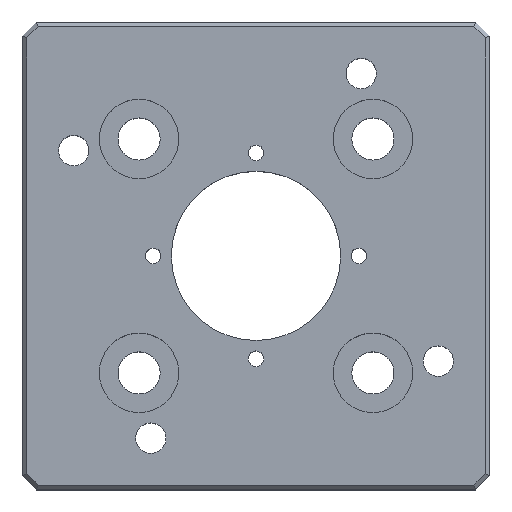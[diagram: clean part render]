
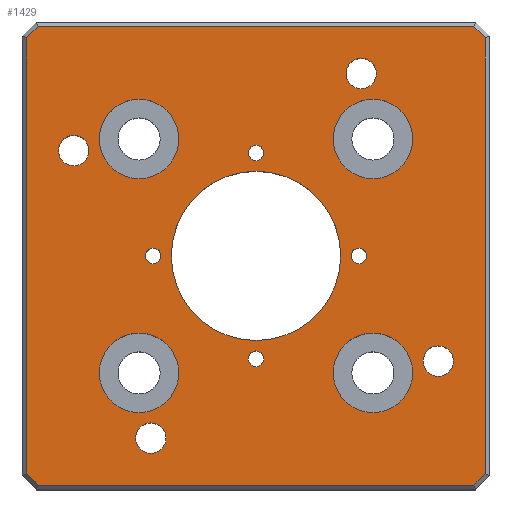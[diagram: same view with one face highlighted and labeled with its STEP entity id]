
A CAD part, top view. The second image highlights one B-rep face of the part: STEP entity #1429.
In plain terms, the highlighted planar face has unit normal (0, 0, 1).
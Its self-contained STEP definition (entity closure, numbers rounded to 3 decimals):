
#45=FACE_BOUND('',#265,.T.);
#46=FACE_BOUND('',#266,.T.);
#47=FACE_BOUND('',#267,.T.);
#48=FACE_BOUND('',#268,.T.);
#49=FACE_BOUND('',#269,.T.);
#50=FACE_BOUND('',#270,.T.);
#51=FACE_BOUND('',#271,.T.);
#52=FACE_BOUND('',#272,.T.);
#53=FACE_BOUND('',#273,.T.);
#54=FACE_BOUND('',#274,.T.);
#55=FACE_BOUND('',#275,.T.);
#56=FACE_BOUND('',#276,.T.);
#57=FACE_BOUND('',#277,.T.);
#112=PLANE('',#1544);
#175=FACE_OUTER_BOUND('',#264,.T.);
#264=EDGE_LOOP('',(#1203,#1204,#1205,#1206,#1207,#1208,#1209,#1210));
#265=EDGE_LOOP('',(#1211));
#266=EDGE_LOOP('',(#1212));
#267=EDGE_LOOP('',(#1213));
#268=EDGE_LOOP('',(#1214));
#269=EDGE_LOOP('',(#1215));
#270=EDGE_LOOP('',(#1216));
#271=EDGE_LOOP('',(#1217));
#272=EDGE_LOOP('',(#1218));
#273=EDGE_LOOP('',(#1219));
#274=EDGE_LOOP('',(#1220));
#275=EDGE_LOOP('',(#1221));
#276=EDGE_LOOP('',(#1222));
#277=EDGE_LOOP('',(#1223));
#405=LINE('',#2222,#554);
#409=LINE('',#2230,#558);
#412=LINE('',#2236,#561);
#415=LINE('',#2242,#564);
#418=LINE('',#2248,#567);
#422=LINE('',#2256,#571);
#425=LINE('',#2262,#574);
#428=LINE('',#2266,#577);
#554=VECTOR('',#1804,10.);
#558=VECTOR('',#1810,10.);
#561=VECTOR('',#1815,10.);
#564=VECTOR('',#1820,10.);
#567=VECTOR('',#1825,10.);
#571=VECTOR('',#1831,10.);
#574=VECTOR('',#1836,10.);
#577=VECTOR('',#1841,10.);
#629=CIRCLE('',#1487,1.666);
#631=CIRCLE('',#1491,1.666);
#633=CIRCLE('',#1495,1.666);
#635=CIRCLE('',#1499,1.666);
#640=CIRCLE('',#1545,3.25);
#641=CIRCLE('',#1546,18.1);
#642=CIRCLE('',#1547,3.25);
#643=CIRCLE('',#1548,3.25);
#644=CIRCLE('',#1549,3.25);
#645=CIRCLE('',#1550,8.5);
#646=CIRCLE('',#1551,8.5);
#647=CIRCLE('',#1552,8.5);
#648=CIRCLE('',#1553,8.5);
#679=VERTEX_POINT('',#2036);
#681=VERTEX_POINT('',#2044);
#683=VERTEX_POINT('',#2052);
#685=VERTEX_POINT('',#2060);
#738=VERTEX_POINT('',#2220);
#739=VERTEX_POINT('',#2221);
#742=VERTEX_POINT('',#2229);
#744=VERTEX_POINT('',#2235);
#746=VERTEX_POINT('',#2241);
#748=VERTEX_POINT('',#2247);
#751=VERTEX_POINT('',#2255);
#753=VERTEX_POINT('',#2261);
#759=VERTEX_POINT('',#2286);
#760=VERTEX_POINT('',#2288);
#761=VERTEX_POINT('',#2290);
#762=VERTEX_POINT('',#2292);
#763=VERTEX_POINT('',#2294);
#764=VERTEX_POINT('',#2296);
#765=VERTEX_POINT('',#2298);
#766=VERTEX_POINT('',#2300);
#767=VERTEX_POINT('',#2302);
#806=EDGE_CURVE('',#679,#679,#629,.F.);
#810=EDGE_CURVE('',#681,#681,#631,.F.);
#814=EDGE_CURVE('',#683,#683,#633,.F.);
#818=EDGE_CURVE('',#685,#685,#635,.F.);
#896=EDGE_CURVE('',#738,#739,#405,.T.);
#900=EDGE_CURVE('',#739,#742,#409,.T.);
#903=EDGE_CURVE('',#742,#744,#412,.T.);
#906=EDGE_CURVE('',#744,#746,#415,.T.);
#909=EDGE_CURVE('',#746,#748,#418,.T.);
#913=EDGE_CURVE('',#748,#751,#422,.T.);
#916=EDGE_CURVE('',#751,#753,#425,.T.);
#919=EDGE_CURVE('',#753,#738,#428,.T.);
#929=EDGE_CURVE('',#759,#759,#640,.T.);
#930=EDGE_CURVE('',#760,#760,#641,.T.);
#931=EDGE_CURVE('',#761,#761,#642,.T.);
#932=EDGE_CURVE('',#762,#762,#643,.T.);
#933=EDGE_CURVE('',#763,#763,#644,.T.);
#934=EDGE_CURVE('',#764,#764,#645,.T.);
#935=EDGE_CURVE('',#765,#765,#646,.T.);
#936=EDGE_CURVE('',#766,#766,#647,.T.);
#937=EDGE_CURVE('',#767,#767,#648,.T.);
#1203=ORIENTED_EDGE('',*,*,#896,.F.);
#1204=ORIENTED_EDGE('',*,*,#919,.F.);
#1205=ORIENTED_EDGE('',*,*,#916,.F.);
#1206=ORIENTED_EDGE('',*,*,#913,.F.);
#1207=ORIENTED_EDGE('',*,*,#909,.F.);
#1208=ORIENTED_EDGE('',*,*,#906,.F.);
#1209=ORIENTED_EDGE('',*,*,#903,.F.);
#1210=ORIENTED_EDGE('',*,*,#900,.F.);
#1211=ORIENTED_EDGE('',*,*,#929,.T.);
#1212=ORIENTED_EDGE('',*,*,#818,.T.);
#1213=ORIENTED_EDGE('',*,*,#930,.T.);
#1214=ORIENTED_EDGE('',*,*,#806,.T.);
#1215=ORIENTED_EDGE('',*,*,#931,.T.);
#1216=ORIENTED_EDGE('',*,*,#932,.T.);
#1217=ORIENTED_EDGE('',*,*,#933,.T.);
#1218=ORIENTED_EDGE('',*,*,#814,.T.);
#1219=ORIENTED_EDGE('',*,*,#810,.T.);
#1220=ORIENTED_EDGE('',*,*,#934,.T.);
#1221=ORIENTED_EDGE('',*,*,#935,.T.);
#1222=ORIENTED_EDGE('',*,*,#936,.T.);
#1223=ORIENTED_EDGE('',*,*,#937,.T.);
#1429=ADVANCED_FACE('',(#175,#45,#46,#47,#48,#49,#50,#51,#52,#53,#54,#55,
#56,#57),#112,.T.);
#1487=AXIS2_PLACEMENT_3D('',#2037,#1633,#1634);
#1491=AXIS2_PLACEMENT_3D('',#2045,#1643,#1644);
#1495=AXIS2_PLACEMENT_3D('',#2053,#1653,#1654);
#1499=AXIS2_PLACEMENT_3D('',#2061,#1663,#1664);
#1544=AXIS2_PLACEMENT_3D('',#2285,#1859,#1860);
#1545=AXIS2_PLACEMENT_3D('',#2287,#1861,#1862);
#1546=AXIS2_PLACEMENT_3D('',#2289,#1863,#1864);
#1547=AXIS2_PLACEMENT_3D('',#2291,#1865,#1866);
#1548=AXIS2_PLACEMENT_3D('',#2293,#1867,#1868);
#1549=AXIS2_PLACEMENT_3D('',#2295,#1869,#1870);
#1550=AXIS2_PLACEMENT_3D('',#2297,#1871,#1872);
#1551=AXIS2_PLACEMENT_3D('',#2299,#1873,#1874);
#1552=AXIS2_PLACEMENT_3D('',#2301,#1875,#1876);
#1553=AXIS2_PLACEMENT_3D('',#2303,#1877,#1878);
#1633=DIRECTION('center_axis',(0.,0.,1.));
#1634=DIRECTION('ref_axis',(1.,0.,0.));
#1643=DIRECTION('center_axis',(0.,0.,1.));
#1644=DIRECTION('ref_axis',(1.,0.,0.));
#1653=DIRECTION('center_axis',(0.,0.,1.));
#1654=DIRECTION('ref_axis',(1.,0.,0.));
#1663=DIRECTION('center_axis',(0.,0.,1.));
#1664=DIRECTION('ref_axis',(1.,0.,0.));
#1804=DIRECTION('',(-1.,0.,0.));
#1810=DIRECTION('',(-0.707,0.707,0.));
#1815=DIRECTION('',(0.,1.,0.));
#1820=DIRECTION('',(0.707,0.707,0.));
#1825=DIRECTION('',(1.,0.,0.));
#1831=DIRECTION('',(0.707,-0.707,0.));
#1836=DIRECTION('',(0.,-1.,0.));
#1841=DIRECTION('',(-0.707,-0.707,0.));
#1859=DIRECTION('center_axis',(0.,0.,1.));
#1860=DIRECTION('ref_axis',(1.,0.,0.));
#1861=DIRECTION('center_axis',(0.,0.,-1.));
#1862=DIRECTION('ref_axis',(1.,0.,0.));
#1863=DIRECTION('center_axis',(0.,0.,-1.));
#1864=DIRECTION('ref_axis',(1.,0.,0.));
#1865=DIRECTION('center_axis',(0.,0.,-1.));
#1866=DIRECTION('ref_axis',(1.,0.,0.));
#1867=DIRECTION('center_axis',(0.,0.,-1.));
#1868=DIRECTION('ref_axis',(1.,0.,0.));
#1869=DIRECTION('center_axis',(0.,0.,-1.));
#1870=DIRECTION('ref_axis',(1.,0.,0.));
#1871=DIRECTION('center_axis',(0.,0.,-1.));
#1872=DIRECTION('ref_axis',(-1.,0.,0.));
#1873=DIRECTION('center_axis',(0.,0.,-1.));
#1874=DIRECTION('ref_axis',(-1.,0.,0.));
#1875=DIRECTION('center_axis',(0.,0.,-1.));
#1876=DIRECTION('ref_axis',(-1.,0.,0.));
#1877=DIRECTION('center_axis',(0.,0.,-1.));
#1878=DIRECTION('ref_axis',(-1.,0.,0.));
#2036=CARTESIAN_POINT('',(-55.145,93.78,30.));
#2037=CARTESIAN_POINT('Origin',(-53.479,93.78,30.));
#2044=CARTESIAN_POINT('',(-77.145,115.78,30.));
#2045=CARTESIAN_POINT('Origin',(-75.479,115.78,30.));
#2052=CARTESIAN_POINT('',(-99.145,93.78,30.));
#2053=CARTESIAN_POINT('Origin',(-97.479,93.78,30.));
#2060=CARTESIAN_POINT('',(-77.145,71.78,30.));
#2061=CARTESIAN_POINT('Origin',(-75.479,71.78,30.));
#2220=CARTESIAN_POINT('',(-28.893,44.78,30.));
#2221=CARTESIAN_POINT('',(-122.065,44.78,30.));
#2222=CARTESIAN_POINT('',(-100.479,44.78,30.));
#2229=CARTESIAN_POINT('',(-124.479,47.194,30.));
#2230=CARTESIAN_POINT('',(-123.272,45.987,30.));
#2235=CARTESIAN_POINT('',(-124.479,140.366,30.));
#2236=CARTESIAN_POINT('',(-124.479,118.78,30.));
#2241=CARTESIAN_POINT('',(-122.065,142.78,30.));
#2242=CARTESIAN_POINT('',(-123.272,141.573,30.));
#2247=CARTESIAN_POINT('',(-28.893,142.78,30.));
#2248=CARTESIAN_POINT('',(-50.479,142.78,30.));
#2255=CARTESIAN_POINT('',(-26.479,140.366,30.));
#2256=CARTESIAN_POINT('',(-27.686,141.573,30.));
#2261=CARTESIAN_POINT('',(-26.479,47.194,30.));
#2262=CARTESIAN_POINT('',(-26.479,68.78,30.));
#2266=CARTESIAN_POINT('',(-27.686,45.987,30.));
#2285=CARTESIAN_POINT('Origin',(-75.479,93.78,30.));
#2286=CARTESIAN_POINT('',(-117.7,116.28,30.));
#2287=CARTESIAN_POINT('Origin',(-114.45,116.28,30.));
#2288=CARTESIAN_POINT('',(-93.579,93.78,30.));
#2289=CARTESIAN_POINT('Origin',(-75.479,93.78,30.));
#2290=CARTESIAN_POINT('',(-101.229,54.809,30.));
#2291=CARTESIAN_POINT('Origin',(-97.979,54.809,30.));
#2292=CARTESIAN_POINT('',(-56.229,132.751,30.));
#2293=CARTESIAN_POINT('Origin',(-52.979,132.751,30.));
#2294=CARTESIAN_POINT('',(-39.758,71.28,30.));
#2295=CARTESIAN_POINT('Origin',(-36.508,71.28,30.));
#2296=CARTESIAN_POINT('',(-41.979,68.78,30.));
#2297=CARTESIAN_POINT('Origin',(-50.479,68.78,30.));
#2298=CARTESIAN_POINT('',(-41.979,118.78,30.));
#2299=CARTESIAN_POINT('Origin',(-50.479,118.78,30.));
#2300=CARTESIAN_POINT('',(-91.979,68.78,30.));
#2301=CARTESIAN_POINT('Origin',(-100.479,68.78,30.));
#2302=CARTESIAN_POINT('',(-91.979,118.78,30.));
#2303=CARTESIAN_POINT('Origin',(-100.479,118.78,30.));
